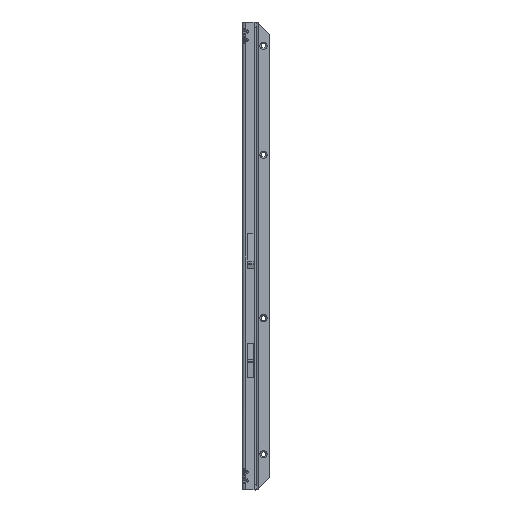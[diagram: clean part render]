
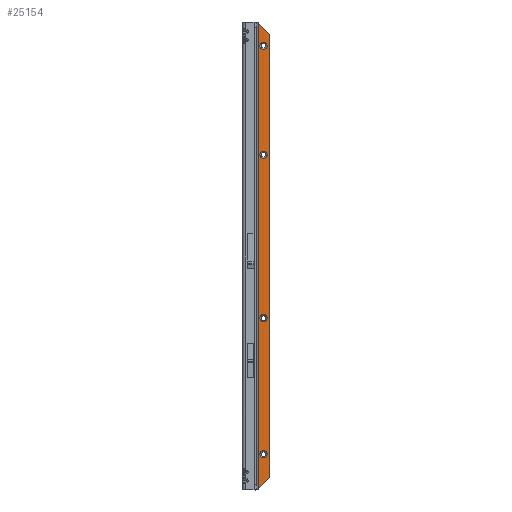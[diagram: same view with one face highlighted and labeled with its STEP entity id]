
A CAD part, front view. The second image highlights one B-rep face of the part: STEP entity #25154.
In plain terms, the highlighted planar face has unit normal (0, -1, 0).
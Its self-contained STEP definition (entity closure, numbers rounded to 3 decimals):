
#862 = CARTESIAN_POINT ( 'NONE',  ( 13.5, -1.5, -535.742 ) ) ;
#875 = ORIENTED_EDGE ( 'NONE', *, *, #4683, .T. ) ;
#1084 = VERTEX_POINT ( 'NONE', #7412 ) ;
#1147 = CARTESIAN_POINT ( 'NONE',  ( 0., -1.5, -550. ) ) ;
#2030 = EDGE_LOOP ( 'NONE', ( #2762, #48430 ) ) ;
#2346 = ORIENTED_EDGE ( 'NONE', *, *, #23319, .T. ) ;
#2762 = ORIENTED_EDGE ( 'NONE', *, *, #48854, .T. ) ;
#3539 = ORIENTED_EDGE ( 'NONE', *, *, #32820, .T. ) ;
#3632 = CARTESIAN_POINT ( 'NONE',  ( 6.5, -1.5, -156. ) ) ;
#4086 = EDGE_CURVE ( 'NONE', #5803, #7947, #6002, .T. ) ;
#4337 = CARTESIAN_POINT ( 'NONE',  ( 6.5, -1.5, -160.25 ) ) ;
#4489 = AXIS2_PLACEMENT_3D ( 'NONE', #47715, #43004, #9922 ) ;
#4516 = FACE_BOUND ( 'NONE', #43639, .T. ) ;
#4683 = EDGE_CURVE ( 'NONE', #47917, #10295, #16782, .T. ) ;
#5073 = FACE_OUTER_BOUND ( 'NONE', #36226, .T. ) ;
#5519 = DIRECTION ( 'NONE',  ( 0., 1., 0. ) ) ;
#5803 = VERTEX_POINT ( 'NONE', #48151 ) ;
#5967 = AXIS2_PLACEMENT_3D ( 'NONE', #36079, #48613, #31377 ) ;
#6002 = CIRCLE ( 'NONE', #37320, 4.25 ) ;
#6173 = ORIENTED_EDGE ( 'NONE', *, *, #19535, .T. ) ;
#6779 = ORIENTED_EDGE ( 'NONE', *, *, #11780, .T. ) ;
#7412 = CARTESIAN_POINT ( 'NONE',  ( 13.5, -1.5, -14.258 ) ) ;
#7947 = VERTEX_POINT ( 'NONE', #35482 ) ;
#8604 = VERTEX_POINT ( 'NONE', #39893 ) ;
#8970 = CIRCLE ( 'NONE', #4489, 4.25 ) ;
#9181 = EDGE_CURVE ( 'NONE', #50159, #8604, #18538, .T. ) ;
#9910 = AXIS2_PLACEMENT_3D ( 'NONE', #54034, #42037, #37551 ) ;
#9922 = DIRECTION ( 'NONE',  ( -1., 0., 0. ) ) ;
#10034 = EDGE_CURVE ( 'NONE', #1084, #32581, #35501, .T. ) ;
#10295 = VERTEX_POINT ( 'NONE', #20869 ) ;
#10541 = AXIS2_PLACEMENT_3D ( 'NONE', #3632, #12318, #19634 ) ;
#10852 = VERTEX_POINT ( 'NONE', #36289 ) ;
#11780 = EDGE_CURVE ( 'NONE', #7947, #5803, #8970, .T. ) ;
#12290 = EDGE_LOOP ( 'NONE', ( #15689, #6779 ) ) ;
#12318 = DIRECTION ( 'NONE',  ( 0., 1., 0. ) ) ;
#13701 = DIRECTION ( 'NONE',  ( 0., 1., 0. ) ) ;
#14408 = AXIS2_PLACEMENT_3D ( 'NONE', #1147, #34804, #48149 ) ;
#14603 = VERTEX_POINT ( 'NONE', #862 ) ;
#15689 = ORIENTED_EDGE ( 'NONE', *, *, #4086, .T. ) ;
#16096 = DIRECTION ( 'NONE',  ( -1., 0., 0. ) ) ;
#16782 = CIRCLE ( 'NONE', #22135, 4.25 ) ;
#17284 = ORIENTED_EDGE ( 'NONE', *, *, #40392, .T. ) ;
#17694 = PLANE ( 'NONE',  #14408 ) ;
#18538 = CIRCLE ( 'NONE', #48035, 4.25 ) ;
#18753 = AXIS2_PLACEMENT_3D ( 'NONE', #27937, #31866, #35492 ) ;
#19535 = EDGE_CURVE ( 'NONE', #8604, #50159, #33743, .T. ) ;
#19634 = DIRECTION ( 'NONE',  ( -1., 0., 0. ) ) ;
#20309 = VERTEX_POINT ( 'NONE', #20543 ) ;
#20543 = CARTESIAN_POINT ( 'NONE',  ( 6.5, -1.5, -151.75 ) ) ;
#20557 = CIRCLE ( 'NONE', #18753, 4.25 ) ;
#20869 = CARTESIAN_POINT ( 'NONE',  ( 6.5, -1.5, -503.75 ) ) ;
#22058 = CARTESIAN_POINT ( 'NONE',  ( 13.5, -1.5, 0. ) ) ;
#22135 = AXIS2_PLACEMENT_3D ( 'NONE', #50768, #37373, #16096 ) ;
#23138 = CIRCLE ( 'NONE', #10541, 4.25 ) ;
#23319 = EDGE_CURVE ( 'NONE', #14603, #1084, #26309, .T. ) ;
#24350 = CARTESIAN_POINT ( 'NONE',  ( 0.121, -1.5, -549.121 ) ) ;
#24819 = EDGE_LOOP ( 'NONE', ( #17284, #875 ) ) ;
#25154 = ADVANCED_FACE ( 'NONE', ( #38957, #4516, #38680, #51236, #5073 ), #17694, .F. ) ;
#25779 = CARTESIAN_POINT ( 'NONE',  ( 6.5, -1.5, -343.75 ) ) ;
#26309 = LINE ( 'NONE', #22058, #39257 ) ;
#26648 = CARTESIAN_POINT ( 'NONE',  ( 6.5, -1.5, -28. ) ) ;
#26709 = EDGE_CURVE ( 'NONE', #29742, #20309, #40269, .T. ) ;
#27147 = CARTESIAN_POINT ( 'NONE',  ( 6.5, -1.5, -348. ) ) ;
#27937 = CARTESIAN_POINT ( 'NONE',  ( 6.5, -1.5, -508. ) ) ;
#29742 = VERTEX_POINT ( 'NONE', #4337 ) ;
#31339 = DIRECTION ( 'NONE',  ( -0.707, 0., 0.707 ) ) ;
#31377 = DIRECTION ( 'NONE',  ( -1., 0., 0. ) ) ;
#31866 = DIRECTION ( 'NONE',  ( 0., 1., 0. ) ) ;
#32551 = ORIENTED_EDGE ( 'NONE', *, *, #9181, .T. ) ;
#32581 = VERTEX_POINT ( 'NONE', #50098 ) ;
#32820 = EDGE_CURVE ( 'NONE', #10852, #14603, #41954, .T. ) ;
#33743 = CIRCLE ( 'NONE', #5967, 4.25 ) ;
#34804 = DIRECTION ( 'NONE',  ( 0., 1., 0. ) ) ;
#35482 = CARTESIAN_POINT ( 'NONE',  ( 6.5, -1.5, -32.25 ) ) ;
#35492 = DIRECTION ( 'NONE',  ( -1., 0., 0. ) ) ;
#35501 = LINE ( 'NONE', #39372, #40048 ) ;
#36079 = CARTESIAN_POINT ( 'NONE',  ( 6.5, -1.5, -348. ) ) ;
#36226 = EDGE_LOOP ( 'NONE', ( #40964, #44796, #3539, #2346 ) ) ;
#36289 = CARTESIAN_POINT ( 'NONE',  ( 0.5, -1.5, -548.742 ) ) ;
#37211 = LINE ( 'NONE', #49484, #49892 ) ;
#37320 = AXIS2_PLACEMENT_3D ( 'NONE', #26648, #13701, #39173 ) ;
#37373 = DIRECTION ( 'NONE',  ( 0., 1., 0. ) ) ;
#37551 = DIRECTION ( 'NONE',  ( -1., 0., 0. ) ) ;
#37749 = DIRECTION ( 'NONE',  ( 0., 0., 1. ) ) ;
#38680 = FACE_BOUND ( 'NONE', #2030, .T. ) ;
#38957 = FACE_BOUND ( 'NONE', #24819, .T. ) ;
#39173 = DIRECTION ( 'NONE',  ( -1., 0., 0. ) ) ;
#39257 = VECTOR ( 'NONE', #51690, 1000. ) ;
#39372 = CARTESIAN_POINT ( 'NONE',  ( 0.121, -1.5, -0.879 ) ) ;
#39893 = CARTESIAN_POINT ( 'NONE',  ( 6.5, -1.5, -352.25 ) ) ;
#40048 = VECTOR ( 'NONE', #31339, 1000. ) ;
#40269 = CIRCLE ( 'NONE', #9910, 4.25 ) ;
#40392 = EDGE_CURVE ( 'NONE', #10295, #47917, #20557, .T. ) ;
#40964 = ORIENTED_EDGE ( 'NONE', *, *, #10034, .T. ) ;
#41954 = LINE ( 'NONE', #24350, #52156 ) ;
#42037 = DIRECTION ( 'NONE',  ( 0., 1., 0. ) ) ;
#42157 = CARTESIAN_POINT ( 'NONE',  ( 6.5, -1.5, -512.25 ) ) ;
#43004 = DIRECTION ( 'NONE',  ( 0., 1., 0. ) ) ;
#43639 = EDGE_LOOP ( 'NONE', ( #32551, #6173 ) ) ;
#44796 = ORIENTED_EDGE ( 'NONE', *, *, #50070, .F. ) ;
#47715 = CARTESIAN_POINT ( 'NONE',  ( 6.5, -1.5, -28. ) ) ;
#47917 = VERTEX_POINT ( 'NONE', #42157 ) ;
#48035 = AXIS2_PLACEMENT_3D ( 'NONE', #27147, #5519, #51695 ) ;
#48149 = DIRECTION ( 'NONE',  ( -1., 0., 0. ) ) ;
#48151 = CARTESIAN_POINT ( 'NONE',  ( 6.5, -1.5, -23.75 ) ) ;
#48430 = ORIENTED_EDGE ( 'NONE', *, *, #26709, .T. ) ;
#48613 = DIRECTION ( 'NONE',  ( 0., 1., 0. ) ) ;
#48854 = EDGE_CURVE ( 'NONE', #20309, #29742, #23138, .T. ) ;
#49484 = CARTESIAN_POINT ( 'NONE',  ( 0.5, -1.5, -550. ) ) ;
#49892 = VECTOR ( 'NONE', #37749, 1000. ) ;
#50070 = EDGE_CURVE ( 'NONE', #10852, #32581, #37211, .T. ) ;
#50098 = CARTESIAN_POINT ( 'NONE',  ( 0.5, -1.5, -1.258 ) ) ;
#50159 = VERTEX_POINT ( 'NONE', #25779 ) ;
#50768 = CARTESIAN_POINT ( 'NONE',  ( 6.5, -1.5, -508. ) ) ;
#51236 = FACE_BOUND ( 'NONE', #12290, .T. ) ;
#51690 = DIRECTION ( 'NONE',  ( 0., 0., 1. ) ) ;
#51695 = DIRECTION ( 'NONE',  ( -1., 0., 0. ) ) ;
#52156 = VECTOR ( 'NONE', #54491, 1000. ) ;
#54034 = CARTESIAN_POINT ( 'NONE',  ( 6.5, -1.5, -156. ) ) ;
#54491 = DIRECTION ( 'NONE',  ( 0.707, 0., 0.707 ) ) ;
